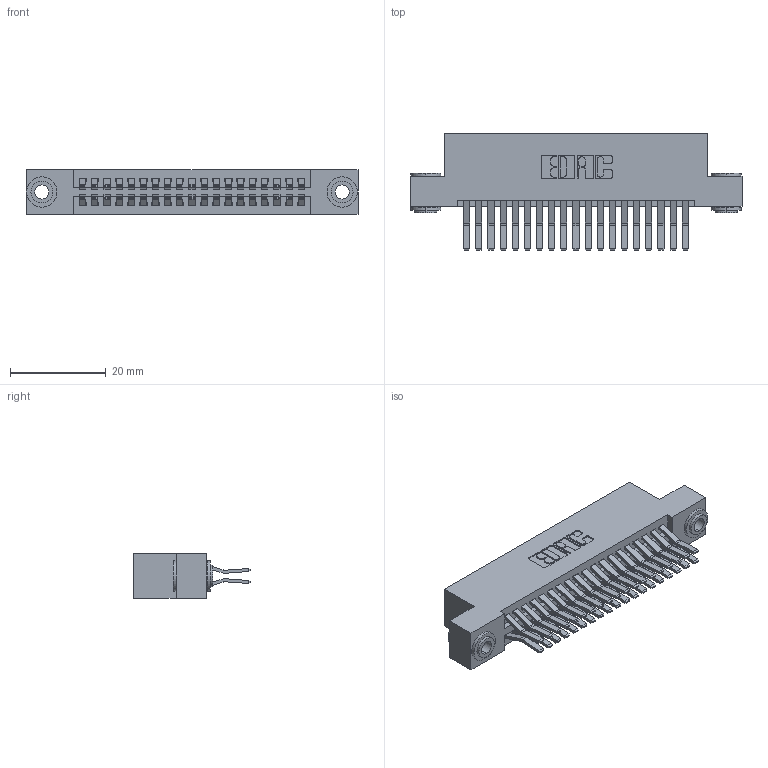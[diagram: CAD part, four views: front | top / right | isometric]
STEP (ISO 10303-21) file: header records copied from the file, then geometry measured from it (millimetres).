
FILE_DESCRIPTION (( 'STEP AP203' ), '1' );
FILE_NAME ('395-038-560-203.STEP', '2019-10-18T04:40:43', ( '' ), ( '' ), 'SwSTEP 2.0', 'SolidWorks 2016', '' );
FILE_SCHEMA (( 'CONFIG_CONTROL_DESIGN' ));
Length unit declared in the file: inch
Products named in the file (4): 345 Part_Flush Mounting Lugs - 0.156 Dia-TH; 345-292-001_560 Tail; 345-250-002_345-250-002-102; 395-038-560-203
Assembly tree (41 placements, depth 2):
  395-038-560-203
    345 Part_Flush Mounting Lugs - 0.156 Dia-TH
    345-292-001_560 Tail  x38
    345-250-002_345-250-002-102  x2
Bounding box: 69.47 x 24.45 x 9.4 mm (x, y, z)
Volume: 6803.3 mm3; surface area: 10456.4 mm2
Topology: 41 solids, 41 shells, 2140 faces, 6307 edges, 4150 vertices
Faces by surface type: plane 1344, cylinder 788, cone 8
Entity records: 18742 total; most frequent: CARTESIAN_POINT 3139, ORIENTED_EDGE 3066, DIRECTION 2831, EDGE_CURVE 1533, LINE 1297, VECTOR 1297, VERTEX_POINT 1018, AXIS2_PLACEMENT_3D 767
